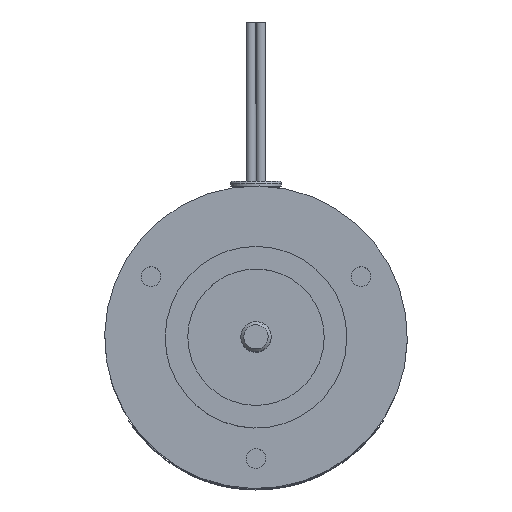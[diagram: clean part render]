
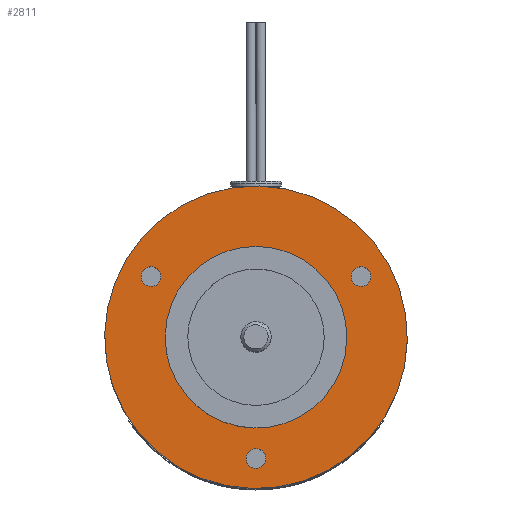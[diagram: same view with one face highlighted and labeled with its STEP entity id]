
A CAD part, top view. The second image highlights one B-rep face of the part: STEP entity #2811.
In plain terms, the highlighted planar face has unit normal (0, 0, 1).
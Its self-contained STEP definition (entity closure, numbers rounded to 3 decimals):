
#2383=AXIS2_PLACEMENT_3D('Circle Axis2P3D',#2381,#2382,$) ;
#2402=AXIS2_PLACEMENT_3D('Circle Axis2P3D',#2400,#2401,$) ;
#2426=AXIS2_PLACEMENT_3D('Circle Axis2P3D',#2424,#2425,$) ;
#2445=AXIS2_PLACEMENT_3D('Circle Axis2P3D',#2443,#2444,$) ;
#2469=AXIS2_PLACEMENT_3D('Circle Axis2P3D',#2467,#2468,$) ;
#2488=AXIS2_PLACEMENT_3D('Circle Axis2P3D',#2486,#2487,$) ;
#2521=AXIS2_PLACEMENT_3D('Circle Axis2P3D',#2519,#2520,$) ;
#2576=AXIS2_PLACEMENT_3D('Circle Axis2P3D',#2574,#2575,$) ;
#2714=AXIS2_PLACEMENT_3D('Circle Axis2P3D',#2712,#2713,$) ;
#2749=AXIS2_PLACEMENT_3D('Circle Axis2P3D',#2747,#2748,$) ;
#2789=AXIS2_PLACEMENT_3D('Plane Axis2P3D',#2786,#2787,#2788) ;
#2378=CARTESIAN_POINT('Vertex',(-15.936,10.843,50.)) ;
#2381=CARTESIAN_POINT('Axis2P3D Location',(-17.321,10.,50.)) ;
#2385=CARTESIAN_POINT('Vertex',(-18.705,9.157,50.)) ;
#2400=CARTESIAN_POINT('Axis2P3D Location',(-17.321,10.,50.)) ;
#2421=CARTESIAN_POINT('Vertex',(-1.423,-19.223,50.)) ;
#2424=CARTESIAN_POINT('Axis2P3D Location',(0.,-20.,50.)) ;
#2428=CARTESIAN_POINT('Vertex',(1.423,-20.777,50.)) ;
#2443=CARTESIAN_POINT('Axis2P3D Location',(0.,-20.,50.)) ;
#2464=CARTESIAN_POINT('Vertex',(17.282,11.621,50.)) ;
#2467=CARTESIAN_POINT('Axis2P3D Location',(17.321,10.,50.)) ;
#2471=CARTESIAN_POINT('Vertex',(17.359,8.379,50.)) ;
#2486=CARTESIAN_POINT('Axis2P3D Location',(17.321,10.,50.)) ;
#2516=CARTESIAN_POINT('Vertex',(-13.142,-7.179,50.)) ;
#2519=CARTESIAN_POINT('Axis2P3D Location',(0.,0.,50.)) ;
#2523=CARTESIAN_POINT('Vertex',(13.142,7.179,50.)) ;
#2574=CARTESIAN_POINT('Axis2P3D Location',(0.,0.,50.)) ;
#2712=CARTESIAN_POINT('Axis2P3D Location',(0.,0.,50.)) ;
#2716=CARTESIAN_POINT('Vertex',(-21.896,-11.962,50.)) ;
#2718=CARTESIAN_POINT('Vertex',(21.896,11.962,50.)) ;
#2747=CARTESIAN_POINT('Axis2P3D Location',(0.,0.,50.)) ;
#2786=CARTESIAN_POINT('Axis2P3D Location',(-24.95,0.,50.)) ;
#2382=DIRECTION('Axis2P3D Direction',(0.,0.,-1.)) ;
#2401=DIRECTION('Axis2P3D Direction',(0.,0.,-1.)) ;
#2425=DIRECTION('Axis2P3D Direction',(0.,0.,-1.)) ;
#2444=DIRECTION('Axis2P3D Direction',(0.,0.,-1.)) ;
#2468=DIRECTION('Axis2P3D Direction',(0.,0.,-1.)) ;
#2487=DIRECTION('Axis2P3D Direction',(0.,0.,-1.)) ;
#2520=DIRECTION('Axis2P3D Direction',(-0.,0.,1.)) ;
#2575=DIRECTION('Axis2P3D Direction',(-0.,0.,1.)) ;
#2713=DIRECTION('Axis2P3D Direction',(-0.,0.,1.)) ;
#2748=DIRECTION('Axis2P3D Direction',(-0.,0.,1.)) ;
#2787=DIRECTION('Axis2P3D Direction',(-0.,0.,1.)) ;
#2788=DIRECTION('Axis2P3D XDirection',(1.,0.,0.)) ;
#2792=ORIENTED_EDGE('',*,*,#2720,.T.) ;
#2793=ORIENTED_EDGE('',*,*,#2751,.T.) ;
#2796=ORIENTED_EDGE('',*,*,#2525,.F.) ;
#2797=ORIENTED_EDGE('',*,*,#2578,.F.) ;
#2800=ORIENTED_EDGE('',*,*,#2387,.F.) ;
#2801=ORIENTED_EDGE('',*,*,#2404,.F.) ;
#2804=ORIENTED_EDGE('',*,*,#2490,.F.) ;
#2805=ORIENTED_EDGE('',*,*,#2473,.F.) ;
#2808=ORIENTED_EDGE('',*,*,#2447,.F.) ;
#2809=ORIENTED_EDGE('',*,*,#2430,.F.) ;
#2798=FACE_BOUND('',#2795,.T.) ;
#2802=FACE_BOUND('',#2799,.T.) ;
#2806=FACE_BOUND('',#2803,.T.) ;
#2810=FACE_BOUND('',#2807,.T.) ;
#2811=ADVANCED_FACE('K\X2\00F6\X0\rper.2',(#2794,#2798,#2802,#2806,#2810),#2790,.T.) ;
#2384=CIRCLE('generated circle',#2383,1.621) ;
#2403=CIRCLE('generated circle',#2402,1.621) ;
#2427=CIRCLE('generated circle',#2426,1.621) ;
#2446=CIRCLE('generated circle',#2445,1.621) ;
#2470=CIRCLE('generated circle',#2469,1.621) ;
#2489=CIRCLE('generated circle',#2488,1.621) ;
#2522=CIRCLE('generated circle',#2521,14.975) ;
#2577=CIRCLE('generated circle',#2576,14.975) ;
#2715=CIRCLE('generated circle',#2714,24.95) ;
#2750=CIRCLE('generated circle',#2749,24.95) ;
#2387=EDGE_CURVE('',#2379,#2386,#2384,.F.) ;
#2404=EDGE_CURVE('',#2386,#2379,#2403,.F.) ;
#2430=EDGE_CURVE('',#2422,#2429,#2427,.F.) ;
#2447=EDGE_CURVE('',#2429,#2422,#2446,.F.) ;
#2473=EDGE_CURVE('',#2465,#2472,#2470,.F.) ;
#2490=EDGE_CURVE('',#2472,#2465,#2489,.F.) ;
#2525=EDGE_CURVE('',#2517,#2524,#2522,.T.) ;
#2578=EDGE_CURVE('',#2524,#2517,#2577,.T.) ;
#2720=EDGE_CURVE('',#2717,#2719,#2715,.T.) ;
#2751=EDGE_CURVE('',#2719,#2717,#2750,.T.) ;
#2791=EDGE_LOOP('',(#2792,#2793)) ;
#2795=EDGE_LOOP('',(#2796,#2797)) ;
#2799=EDGE_LOOP('',(#2800,#2801)) ;
#2803=EDGE_LOOP('',(#2804,#2805)) ;
#2807=EDGE_LOOP('',(#2808,#2809)) ;
#2794=FACE_OUTER_BOUND('',#2791,.T.) ;
#2790=PLANE('Plane',#2789) ;
#2379=VERTEX_POINT('',#2378) ;
#2386=VERTEX_POINT('',#2385) ;
#2422=VERTEX_POINT('',#2421) ;
#2429=VERTEX_POINT('',#2428) ;
#2465=VERTEX_POINT('',#2464) ;
#2472=VERTEX_POINT('',#2471) ;
#2517=VERTEX_POINT('',#2516) ;
#2524=VERTEX_POINT('',#2523) ;
#2717=VERTEX_POINT('',#2716) ;
#2719=VERTEX_POINT('',#2718) ;
